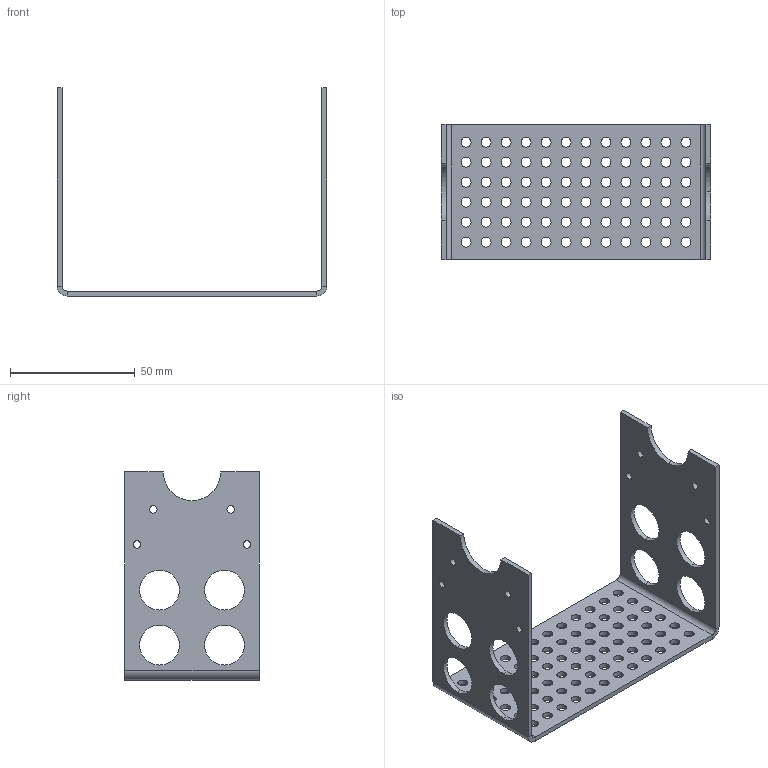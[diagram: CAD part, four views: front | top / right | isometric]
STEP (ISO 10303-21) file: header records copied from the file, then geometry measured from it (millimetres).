
FILE_DESCRIPTION (( 'STEP AP203' ), '1' );
FILE_NAME ('topframe.STEP', '2016-09-19T20:22:29', ( '' ), ( '' ), 'SwSTEP 2.0', 'SolidWorks 2015', '' );
FILE_SCHEMA (( 'CONFIG_CONTROL_DESIGN' ));
Length unit declared in the file: millimetre
Products named in the file (1): topframe
Bounding box: 108 x 54 x 83.29 mm (x, y, z)
Volume: 22973.4 mm3; surface area: 27078.5 mm2
Topology: 1 solids, 1 shells, 203 faces, 587 edges, 386 vertices
Faces by surface type: cylinder 183, plane 20
Entity records: 7308 total; most frequent: DIRECTION 1361, CARTESIAN_POINT 1177, ORIENTED_EDGE 1174, EDGE_CURVE 587, AXIS2_PLACEMENT_3D 570, VERTEX_POINT 386, EDGE_LOOP 379, CIRCLE 366
